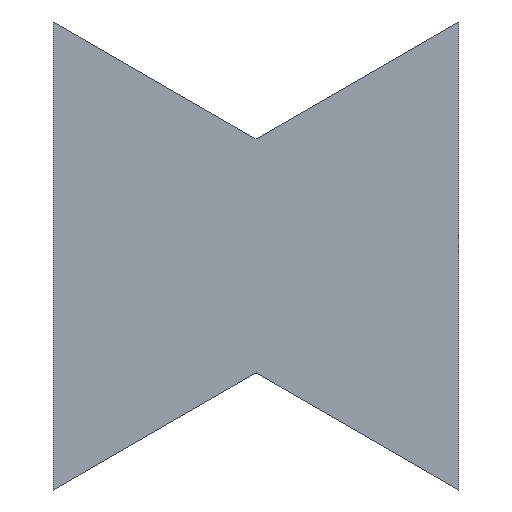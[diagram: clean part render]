
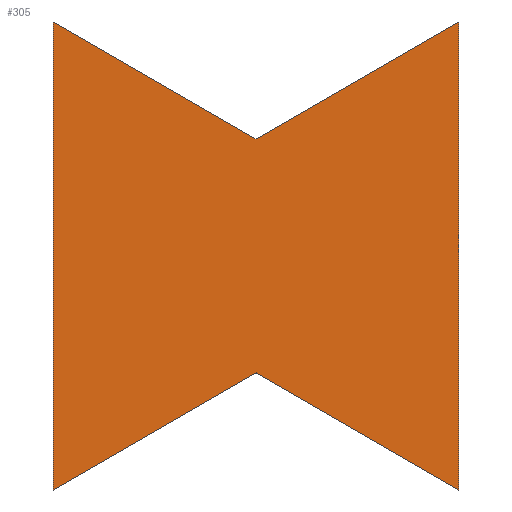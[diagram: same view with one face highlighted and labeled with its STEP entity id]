
A CAD part, top view. The second image highlights one B-rep face of the part: STEP entity #305.
In plain terms, the highlighted planar face has unit normal (0, 0, 1).
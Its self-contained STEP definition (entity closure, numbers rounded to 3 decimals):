
#22 = VERTEX_POINT('',#23);
#23 = CARTESIAN_POINT('',(-3.66,-5.,10.));
#30 = EDGE_CURVE('',#22,#31,#33,.T.);
#31 = VERTEX_POINT('',#32);
#32 = CARTESIAN_POINT('',(5.,0.,10.));
#33 = LINE('',#34,#35);
#34 = CARTESIAN_POINT('',(-3.66,-5.,10.));
#35 = VECTOR('',#36,1.);
#36 = DIRECTION('',(0.866,0.5,0.));
#71 = EDGE_CURVE('',#72,#22,#74,.T.);
#72 = VERTEX_POINT('',#73);
#73 = CARTESIAN_POINT('',(-3.66,15.,10.));
#74 = LINE('',#75,#76);
#75 = CARTESIAN_POINT('',(-3.66,15.,10.));
#76 = VECTOR('',#77,1.);
#77 = DIRECTION('',(0.,-1.,0.));
#102 = VERTEX_POINT('',#103);
#103 = CARTESIAN_POINT('',(5.,10.,10.));
#122 = EDGE_CURVE('',#102,#72,#123,.T.);
#123 = LINE('',#124,#125);
#124 = CARTESIAN_POINT('',(5.,10.,10.));
#125 = VECTOR('',#126,1.);
#126 = DIRECTION('',(-0.866,0.5,0.));
#177 = EDGE_CURVE('',#102,#178,#180,.T.);
#178 = VERTEX_POINT('',#179);
#179 = CARTESIAN_POINT('',(13.66,15.,10.));
#180 = LINE('',#181,#182);
#181 = CARTESIAN_POINT('',(5.,10.,10.));
#182 = VECTOR('',#183,1.);
#183 = DIRECTION('',(0.866,0.5,0.));
#207 = EDGE_CURVE('',#178,#208,#210,.T.);
#208 = VERTEX_POINT('',#209);
#209 = CARTESIAN_POINT('',(13.66,-5.,10.));
#210 = LINE('',#211,#212);
#211 = CARTESIAN_POINT('',(13.66,15.,10.));
#212 = VECTOR('',#213,1.);
#213 = DIRECTION('',(0.,-1.,0.));
#237 = EDGE_CURVE('',#208,#31,#238,.T.);
#238 = LINE('',#239,#240);
#239 = CARTESIAN_POINT('',(13.66,-5.,10.));
#240 = VECTOR('',#241,1.);
#241 = DIRECTION('',(-0.866,0.5,0.));
#305 = ADVANCED_FACE('',(#306),#314,.T.);
#306 = FACE_BOUND('',#307,.T.);
#307 = EDGE_LOOP('',(#308,#309,#310,#311,#312,#313));
#308 = ORIENTED_EDGE('',*,*,#30,.T.);
#309 = ORIENTED_EDGE('',*,*,#237,.F.);
#310 = ORIENTED_EDGE('',*,*,#207,.F.);
#311 = ORIENTED_EDGE('',*,*,#177,.F.);
#312 = ORIENTED_EDGE('',*,*,#122,.T.);
#313 = ORIENTED_EDGE('',*,*,#71,.T.);
#314 = PLANE('',#315);
#315 = AXIS2_PLACEMENT_3D('',#316,#317,#318);
#316 = CARTESIAN_POINT('',(5.,5.,10.));
#317 = DIRECTION('',(0.,0.,1.));
#318 = DIRECTION('',(1.,0.,-0.));
